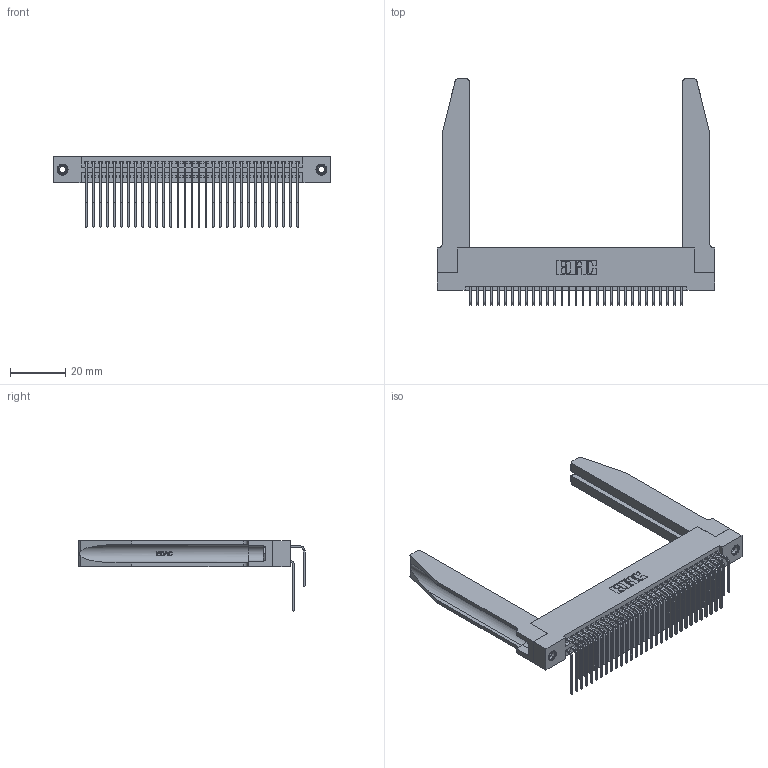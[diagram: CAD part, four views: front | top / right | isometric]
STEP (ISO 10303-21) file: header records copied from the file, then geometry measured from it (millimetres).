
FILE_DESCRIPTION (( 'STEP AP203' ), '1' );
FILE_NAME ('345-062-559-278.STEP', '2019-10-30T12:34:03', ( '' ), ( '' ), 'SwSTEP 2.0', 'SolidWorks 2016', '' );
FILE_SCHEMA (( 'CONFIG_CONTROL_DESIGN' ));
Length unit declared in the file: inch
Products named in the file (6): 345-220-078_345-220-078; 345-292-001_558 559 Tail - 1; 345 Part_Flush Mounting Lugs - 0.156 Dia-TH; 345-250-001_345-250-001-102; 345-062-559-278; 345-292-001_559 Tail - 2
Assembly tree (67 placements, depth 2):
  345-062-559-278
    345 Part_Flush Mounting Lugs - 0.156 Dia-TH
    345-292-001_558 559 Tail - 1  x31
    345-292-001_559 Tail - 2  x31
    345-250-001_345-250-001-102  x2
    345-220-078_345-220-078  x2
Bounding box: 99.97 x 81.52 x 25.53 mm (x, y, z)
Volume: 17737.6 mm3; surface area: 23040.4 mm2
Topology: 67 solids, 67 shells, 3584 faces, 10559 edges, 6946 vertices
Faces by surface type: plane 2392, cylinder 1140, bspline 36, cone 12, torus 4
Entity records: 32196 total; most frequent: CARTESIAN_POINT 6370, ORIENTED_EDGE 5150, DIRECTION 4597, EDGE_CURVE 2575, VECTOR 2185, LINE 2185, VERTEX_POINT 1708, AXIS2_PLACEMENT_3D 1206
